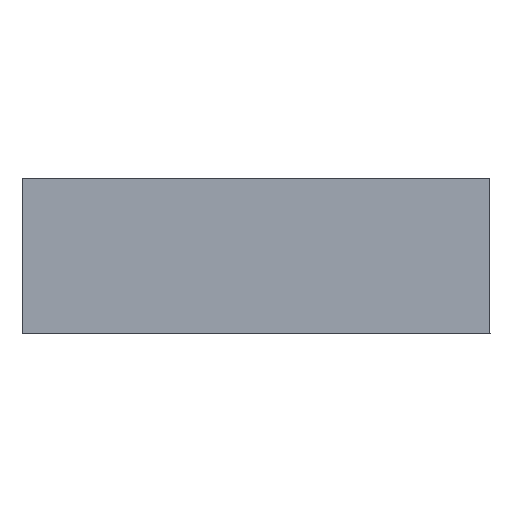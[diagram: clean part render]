
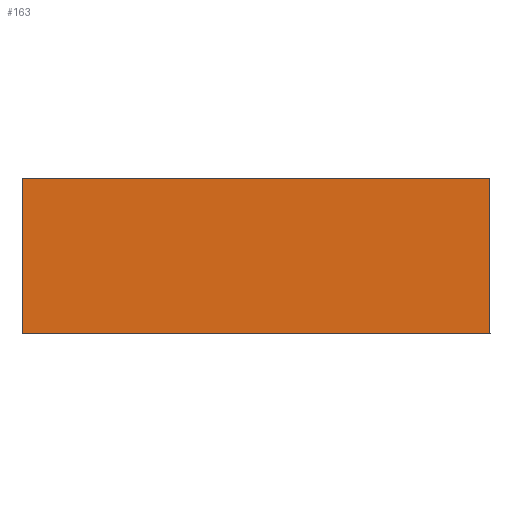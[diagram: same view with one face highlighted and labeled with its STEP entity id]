
A CAD part, left-side view. The second image highlights one B-rep face of the part: STEP entity #163.
In plain terms, the highlighted free-form (B-spline) face has degree [1, 1] with [2, 2] control points.
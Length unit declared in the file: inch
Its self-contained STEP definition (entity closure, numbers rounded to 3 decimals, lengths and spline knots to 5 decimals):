
#163=ADVANCED_FACE('',(#229),#1065,.T.);
#229=FACE_OUTER_BOUND('',#295,.T.);
#295=EDGE_LOOP('',(#664,#665,#666,#667));
#664=ORIENTED_EDGE('',*,*,#747,.T.);
#665=ORIENTED_EDGE('',*,*,#872,.T.);
#666=ORIENTED_EDGE('',*,*,#810,.F.);
#667=ORIENTED_EDGE('',*,*,#873,.F.);
#747=EDGE_CURVE('',#938,#937,#1909,.T.);
#810=EDGE_CURVE('',#1001,#1000,#1972,.T.);
#872=EDGE_CURVE('',#937,#1000,#2034,.T.);
#873=EDGE_CURVE('',#938,#1001,#2035,.T.);
#937=VERTEX_POINT('',#1779);
#938=VERTEX_POINT('',#1780);
#1000=VERTEX_POINT('',#1842);
#1001=VERTEX_POINT('',#1843);
#1065=B_SPLINE_SURFACE_WITH_KNOTS('',1,1,((#1698,#1699),(#1700,#1701)),.UNSPECIFIED.,
.F.,.F.,.F.,(2,2),(2,2),(0.,0.5),(-9.625,-8.125),.UNSPECIFIED.);
#1196=CARTESIAN_POINT('',(0.,0.,0.5));
#1197=CARTESIAN_POINT('',(0.,1.5,0.5));
#1322=CARTESIAN_POINT('',(0.,0.,0.));
#1323=CARTESIAN_POINT('',(0.,1.5,0.));
#1446=CARTESIAN_POINT('',(0.,1.5,0.5));
#1447=CARTESIAN_POINT('',(0.,1.5,0.));
#1448=CARTESIAN_POINT('',(0.,0.,0.5));
#1449=CARTESIAN_POINT('',(0.,0.,
0.));
#1698=CARTESIAN_POINT('',(0.,1.5,0.5));
#1699=CARTESIAN_POINT('',(0.,0.,0.5));
#1700=CARTESIAN_POINT('',(0.,1.5,0.));
#1701=CARTESIAN_POINT('',(0.,0.,
0.));
#1779=CARTESIAN_POINT('',(0.,1.5,0.5));
#1780=CARTESIAN_POINT('',(0.,0.,0.5));
#1842=CARTESIAN_POINT('',(0.,1.5,0.));
#1843=CARTESIAN_POINT('',(0.,0.,0.));
#1909=B_SPLINE_CURVE_WITH_KNOTS('',1,(#1196,#1197),.UNSPECIFIED.,.F.,.F.,
(2,2),(8.125,9.625),.UNSPECIFIED.);
#1972=B_SPLINE_CURVE_WITH_KNOTS('',1,(#1322,#1323),.UNSPECIFIED.,.F.,.F.,
(2,2),(8.125,9.625),.UNSPECIFIED.);
#2034=B_SPLINE_CURVE_WITH_KNOTS('',1,(#1446,#1447),.UNSPECIFIED.,.F.,.F.,
(2,2),(0.,0.5),.UNSPECIFIED.);
#2035=B_SPLINE_CURVE_WITH_KNOTS('',1,(#1448,#1449),.UNSPECIFIED.,.F.,.F.,
(2,2),(0.,0.5),.UNSPECIFIED.);
